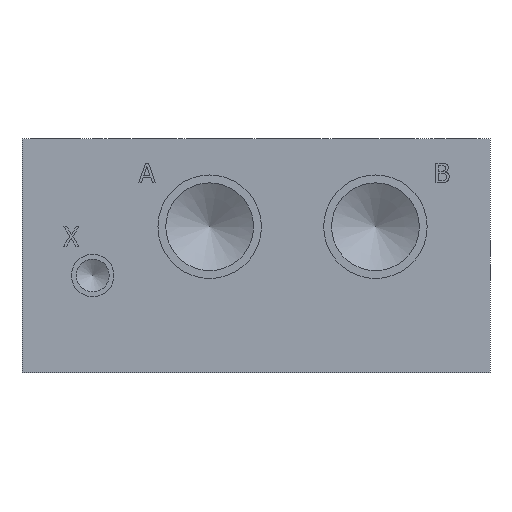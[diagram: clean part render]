
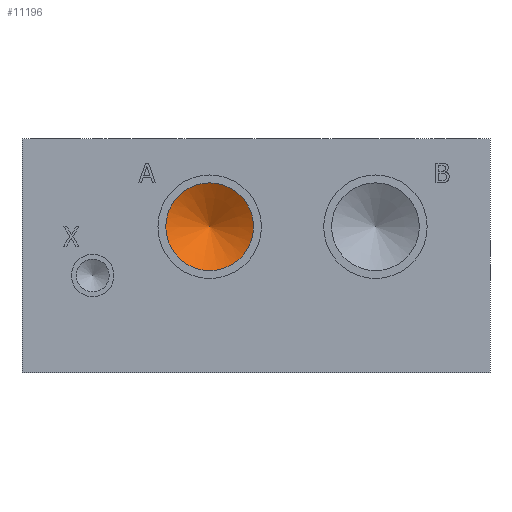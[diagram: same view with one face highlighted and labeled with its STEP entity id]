
A CAD part, left-side view. The second image highlights one B-rep face of the part: STEP entity #11196.
In plain terms, the highlighted conical face has half-angle 60 degrees and reference radius 7.144 mm.
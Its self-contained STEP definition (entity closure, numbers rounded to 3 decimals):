
#67=CONICAL_SURFACE('',#11675,7.144,1.047);
#132=CIRCLE('',#11676,14.288);
#133=CIRCLE('',#11677,14.288);
#1195=FACE_OUTER_BOUND('',#1829,.T.);
#1829=EDGE_LOOP('',(#9673,#9674,#9675,#9676));
#2949=LINE('',#18896,#4019);
#4019=VECTOR('',#13671,7.144);
#5298=VERTEX_POINT('',#18892);
#5299=VERTEX_POINT('',#18893);
#5300=VERTEX_POINT('',#18895);
#6803=EDGE_CURVE('',#5298,#5299,#132,.T.);
#6804=EDGE_CURVE('',#5299,#5300,#2949,.T.);
#6805=EDGE_CURVE('',#5299,#5298,#133,.T.);
#9673=ORIENTED_EDGE('',*,*,#6803,.T.);
#9674=ORIENTED_EDGE('',*,*,#6804,.T.);
#9675=ORIENTED_EDGE('',*,*,#6804,.F.);
#9676=ORIENTED_EDGE('',*,*,#6805,.T.);
#11196=ADVANCED_FACE('',(#1195),#67,.F.);
#11675=AXIS2_PLACEMENT_3D('',#18891,#13667,#13668);
#11676=AXIS2_PLACEMENT_3D('',#18894,#13669,#13670);
#11677=AXIS2_PLACEMENT_3D('',#18897,#13672,#13673);
#13667=DIRECTION('center_axis',(-1.,0.,0.));
#13668=DIRECTION('ref_axis',(0.,1.,0.));
#13669=DIRECTION('center_axis',(-1.,0.,0.));
#13670=DIRECTION('ref_axis',(0.,1.,0.));
#13671=DIRECTION('',(0.5,0.866,0.));
#13672=DIRECTION('center_axis',(-1.,0.,0.));
#13673=DIRECTION('ref_axis',(0.,1.,0.));
#18891=CARTESIAN_POINT('Origin',(23.949,91.288,47.625));
#18892=CARTESIAN_POINT('',(19.824,105.575,47.625));
#18893=CARTESIAN_POINT('',(19.824,77.,47.625));
#18894=CARTESIAN_POINT('Origin',(19.824,91.288,47.625));
#18895=CARTESIAN_POINT('',(28.073,91.288,47.625));
#18896=CARTESIAN_POINT('',(23.949,84.144,47.625));
#18897=CARTESIAN_POINT('Origin',(19.824,91.288,47.625));
